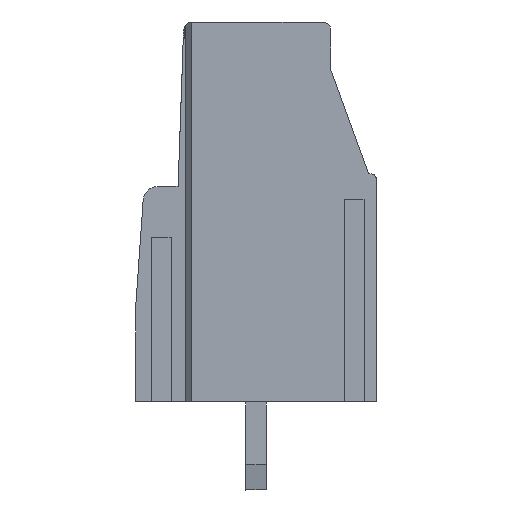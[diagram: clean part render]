
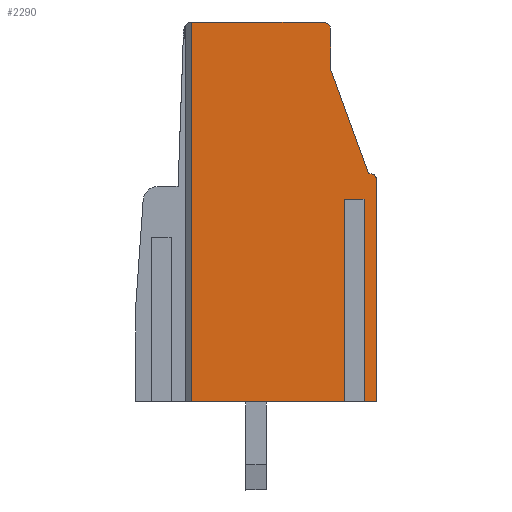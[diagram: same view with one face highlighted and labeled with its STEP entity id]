
A CAD part, left-side view. The second image highlights one B-rep face of the part: STEP entity #2290.
In plain terms, the highlighted planar face has unit normal (-1, 0, 0).
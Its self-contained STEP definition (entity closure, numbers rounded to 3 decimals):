
#2290=ADVANCED_FACE('',(#4693),#4694,.T.);
#4693=FACE_OUTER_BOUND('',#7795,.T.);
#4694=PLANE('',#7796);
#7795=EDGE_LOOP('',(#12635,#12636,#12637,#12638,#12639,#12640,#12641,#12642,#12643,#12644,#12645,#12646,#12647,#12648));
#7796=AXIS2_PLACEMENT_3D('',#12649,#12650,#12651);
#12635=ORIENTED_EDGE('',*,*,#18313,.F.);
#12636=ORIENTED_EDGE('',*,*,#18183,.F.);
#12637=ORIENTED_EDGE('',*,*,#18300,.F.);
#12638=ORIENTED_EDGE('',*,*,#18204,.T.);
#12639=ORIENTED_EDGE('',*,*,#18314,.F.);
#12640=ORIENTED_EDGE('',*,*,#18315,.F.);
#12641=ORIENTED_EDGE('',*,*,#18290,.F.);
#12642=ORIENTED_EDGE('',*,*,#18190,.F.);
#12643=ORIENTED_EDGE('',*,*,#18316,.F.);
#12644=ORIENTED_EDGE('',*,*,#18262,.F.);
#12645=ORIENTED_EDGE('',*,*,#18251,.F.);
#12646=ORIENTED_EDGE('',*,*,#18317,.F.);
#12647=ORIENTED_EDGE('',*,*,#18201,.F.);
#12648=ORIENTED_EDGE('',*,*,#18287,.F.);
#12649=CARTESIAN_POINT('',(0.,-33.544,-19.77));
#12650=DIRECTION('',(-1.0,0.,0.));
#12651=DIRECTION('',(0.,0.,-1.0));
#18183=EDGE_CURVE('',#21506,#21507,#21508,.F.);
#18190=EDGE_CURVE('',#21517,#21515,#21519,.T.);
#18201=EDGE_CURVE('',#21536,#21538,#21539,.T.);
#18204=EDGE_CURVE('',#21542,#21543,#21544,.T.);
#18251=EDGE_CURVE('',#21614,#21612,#21616,.T.);
#18262=EDGE_CURVE('',#21612,#21630,#21632,.T.);
#18287=EDGE_CURVE('',#21663,#21536,#21665,.T.);
#18290=EDGE_CURVE('',#21515,#21667,#21669,.T.);
#18300=EDGE_CURVE('',#21542,#21506,#21684,.T.);
#18313=EDGE_CURVE('',#21507,#21663,#21702,.F.);
#18314=EDGE_CURVE('',#21703,#21543,#21704,.F.);
#18315=EDGE_CURVE('',#21667,#21703,#21705,.F.);
#18316=EDGE_CURVE('',#21630,#21517,#21706,.F.);
#18317=EDGE_CURVE('',#21538,#21614,#21707,.F.);
#21506=VERTEX_POINT('',#26335);
#21507=VERTEX_POINT('',#26336);
#21508=LINE('',#26337,#26338);
#21515=VERTEX_POINT('',#26348);
#21517=VERTEX_POINT('',#26351);
#21519=LINE('',#26354,#26355);
#21536=VERTEX_POINT('',#26378);
#21538=VERTEX_POINT('',#26380);
#21539=CIRCLE('',#26381,0.3);
#21542=VERTEX_POINT('',#26385);
#21543=VERTEX_POINT('',#26386);
#21544=LINE('',#26387,#26388);
#21612=VERTEX_POINT('',#26483);
#21614=VERTEX_POINT('',#26486);
#21616=CIRCLE('',#26489,0.3);
#21630=VERTEX_POINT('',#26509);
#21632=LINE('',#26512,#26513);
#21663=VERTEX_POINT('',#26558);
#21665=LINE('',#26561,#26562);
#21667=VERTEX_POINT('',#26564);
#21669=CIRCLE('',#26567,0.2);
#21684=LINE('',#26587,#26588);
#21702=LINE('',#26615,#26616);
#21703=VERTEX_POINT('',#26617);
#21704=LINE('',#26618,#26619);
#21705=LINE('',#26620,#26621);
#21706=LINE('',#26622,#26623);
#21707=LINE('',#26624,#26625);
#26335=CARTESIAN_POINT('',(0.,1.082,8.0));
#26336=CARTESIAN_POINT('',(0.,1.082,0.0));
#26337=CARTESIAN_POINT('',(0.,1.082,-9.885));
#26338=VECTOR('',#30947,1.0);
#26348=CARTESIAN_POINT('',(0.,0.2,9.));
#26351=CARTESIAN_POINT('',(0.,0.3,9.0));
#26354=CARTESIAN_POINT('',(0.,-16.672,9.0));
#26355=VECTOR('',#30953,1.0);
#26378=CARTESIAN_POINT('',(0.,7.3,15.));
#26380=CARTESIAN_POINT('',(0.,7.283,15.));
#26381=AXIS2_PLACEMENT_3D('',#30966,#30967,#30968);
#26385=CARTESIAN_POINT('',(0.,0.668,8.0));
#26386=CARTESIAN_POINT('',(0.,0.668,0.0));
#26387=CARTESIAN_POINT('',(0.,0.668,-9.885));
#26388=VECTOR('',#30970,1.0);
#26483=CARTESIAN_POINT('',(0.,1.8,14.7));
#26486=CARTESIAN_POINT('',(0.,2.1,15.0));
#26489=AXIS2_PLACEMENT_3D('',#31021,#31022,#31023);
#26509=CARTESIAN_POINT('',(0.,1.8,13.121));
#26512=CARTESIAN_POINT('',(0.,1.8,-3.324));
#26513=VECTOR('',#31031,1.0);
#26558=CARTESIAN_POINT('',(0.,7.3,0.));
#26561=CARTESIAN_POINT('',(0.,7.3,-1.635));
#26562=VECTOR('',#31053,1.0);
#26564=CARTESIAN_POINT('',(0.,0.,8.8));
#26567=AXIS2_PLACEMENT_3D('',#31055,#31056,#31057);
#26587=CARTESIAN_POINT('',(0.,-16.334,8.0));
#26588=VECTOR('',#31066,1.0);
#26615=CARTESIAN_POINT('',(0.,-14.81,0.));
#26616=VECTOR('',#31076,1.0);
#26617=CARTESIAN_POINT('',(0.,0.,0.));
#26618=CARTESIAN_POINT('',(0.,-14.81,0.));
#26619=VECTOR('',#31077,1.0);
#26620=CARTESIAN_POINT('',(0.,0.,-6.668));
#26621=VECTOR('',#31078,1.0);
#26622=CARTESIAN_POINT('',(0.,-6.303,-9.141));
#26623=VECTOR('',#31079,1.0);
#26624=CARTESIAN_POINT('',(0.,-13.622,15.));
#26625=VECTOR('',#31080,1.0);
#30947=DIRECTION('',(0.,0.,1.0));
#30953=DIRECTION('',(0.,-1.0,0.));
#30966=CARTESIAN_POINT('',(0.,7.283,14.7));
#30967=DIRECTION('',(1.0,0.,0.));
#30968=DIRECTION('',(0.,1.0,0.));
#30970=DIRECTION('',(0.,0.,-1.0));
#31021=CARTESIAN_POINT('',(0.,2.1,14.7));
#31022=DIRECTION('',(1.0,0.,0.));
#31023=DIRECTION('',(0.,1.0,0.));
#31031=DIRECTION('',(0.,0.,-1.0));
#31053=DIRECTION('',(0.,0.,1.0));
#31055=CARTESIAN_POINT('',(0.,0.2,8.8));
#31056=DIRECTION('',(1.0,0.,0.));
#31057=DIRECTION('',(0.,1.0,0.));
#31066=DIRECTION('',(0.,1.0,0.));
#31076=DIRECTION('',(0.,-1.0,0.));
#31077=DIRECTION('',(0.,-1.0,0.));
#31078=DIRECTION('',(0.,0.,1.0));
#31079=DIRECTION('',(0.,0.342,0.94));
#31080=DIRECTION('',(0.,1.0,0.));
